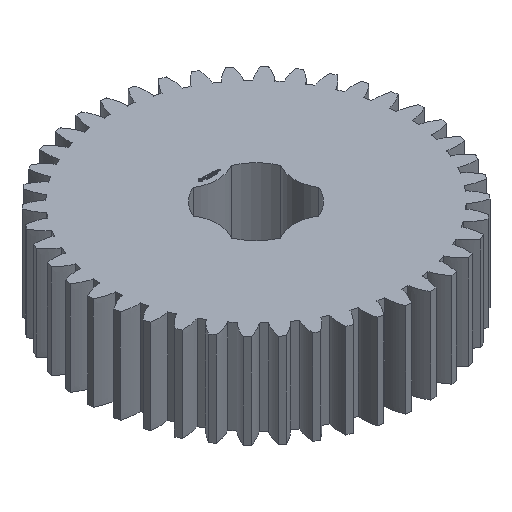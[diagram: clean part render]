
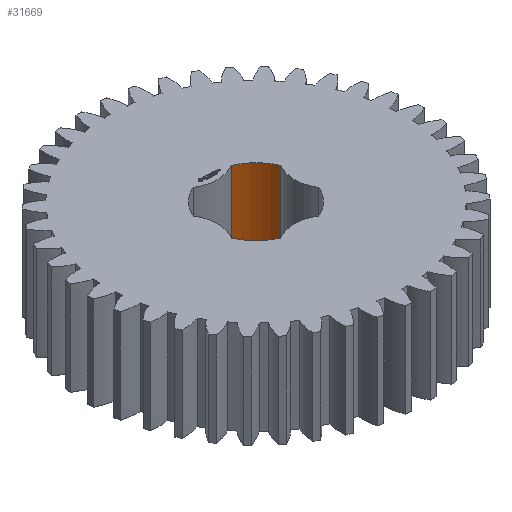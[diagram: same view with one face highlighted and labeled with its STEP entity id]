
A CAD part, isometric view. The second image highlights one B-rep face of the part: STEP entity #31669.
In plain terms, the highlighted cylindrical face has radius 6.35 mm (diameter 12.7 mm), a partial arc.
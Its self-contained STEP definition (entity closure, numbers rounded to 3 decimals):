
#93 = PLANE('',#94);
#94 = AXIS2_PLACEMENT_3D('',#95,#96,#97);
#95 = CARTESIAN_POINT('',(0.,0.,12.5));
#96 = DIRECTION('',(0.,0.,1.));
#97 = DIRECTION('',(1.,0.,0.));
#168 = PLANE('',#169);
#169 = AXIS2_PLACEMENT_3D('',#170,#171,#172);
#170 = CARTESIAN_POINT('',(0.,0.,0.));
#171 = DIRECTION('',(0.,0.,1.));
#172 = DIRECTION('',(1.,0.,0.));
#9888 = VERTEX_POINT('',#9889);
#9889 = CARTESIAN_POINT('',(2.55,5.816,0.));
#9904 = CYLINDRICAL_SURFACE('',#9905,4.9);
#9905 = AXIS2_PLACEMENT_3D('',#9906,#9907,#9908);
#9906 = CARTESIAN_POINT('',(0.,10.,0.));
#9907 = DIRECTION('',(0.,-0.,-1.));
#9908 = DIRECTION('',(0.707,0.707,0.));
#9916 = EDGE_CURVE('',#9917,#9888,#9919,.T.);
#9917 = VERTEX_POINT('',#9918);
#9918 = CARTESIAN_POINT('',(5.816,2.55,0.));
#9919 = SURFACE_CURVE('',#9920,(#9925,#9932),.PCURVE_S1.);
#9920 = CIRCLE('',#9921,6.35);
#9921 = AXIS2_PLACEMENT_3D('',#9922,#9923,#9924);
#9922 = CARTESIAN_POINT('',(0.,0.,0.));
#9923 = DIRECTION('',(0.,-0.,1.));
#9924 = DIRECTION('',(0.707,0.707,0.));
#9925 = PCURVE('',#168,#9926);
#9926 = DEFINITIONAL_REPRESENTATION('',(#9927),#9931);
#9927 = CIRCLE('',#9928,6.35);
#9928 = AXIS2_PLACEMENT_2D('',#9929,#9930);
#9929 = CARTESIAN_POINT('',(0.,0.));
#9930 = DIRECTION('',(0.707,0.707));
#9931 = ( GEOMETRIC_REPRESENTATION_CONTEXT(2) 
PARAMETRIC_REPRESENTATION_CONTEXT() REPRESENTATION_CONTEXT('2D SPACE',''
  ) );
#9932 = PCURVE('',#9933,#9938);
#9933 = CYLINDRICAL_SURFACE('',#9934,6.35);
#9934 = AXIS2_PLACEMENT_3D('',#9935,#9936,#9937);
#9935 = CARTESIAN_POINT('',(0.,0.,0.));
#9936 = DIRECTION('',(0.,-0.,-1.));
#9937 = DIRECTION('',(0.707,0.707,0.));
#9938 = DEFINITIONAL_REPRESENTATION('',(#9939),#9943);
#9939 = LINE('',#9940,#9941);
#9940 = CARTESIAN_POINT('',(-0.,0.));
#9941 = VECTOR('',#9942,1.);
#9942 = DIRECTION('',(-1.,0.));
#9943 = ( GEOMETRIC_REPRESENTATION_CONTEXT(2) 
PARAMETRIC_REPRESENTATION_CONTEXT() REPRESENTATION_CONTEXT('2D SPACE',''
  ) );
#9962 = CYLINDRICAL_SURFACE('',#9963,4.9);
#9963 = AXIS2_PLACEMENT_3D('',#9964,#9965,#9966);
#9964 = CARTESIAN_POINT('',(10.,0.,0.));
#9965 = DIRECTION('',(0.,-0.,-1.));
#9966 = DIRECTION('',(0.707,0.707,0.));
#16868 = VERTEX_POINT('',#16869);
#16869 = CARTESIAN_POINT('',(2.55,5.816,12.5));
#16891 = EDGE_CURVE('',#16892,#16868,#16894,.T.);
#16892 = VERTEX_POINT('',#16893);
#16893 = CARTESIAN_POINT('',(5.816,2.55,12.5));
#16894 = SURFACE_CURVE('',#16895,(#16900,#16907),.PCURVE_S1.);
#16895 = CIRCLE('',#16896,6.35);
#16896 = AXIS2_PLACEMENT_3D('',#16897,#16898,#16899);
#16897 = CARTESIAN_POINT('',(0.,0.,12.5)
  );
#16898 = DIRECTION('',(0.,-0.,1.));
#16899 = DIRECTION('',(0.707,0.707,0.));
#16900 = PCURVE('',#93,#16901);
#16901 = DEFINITIONAL_REPRESENTATION('',(#16902),#16906);
#16902 = CIRCLE('',#16903,6.35);
#16903 = AXIS2_PLACEMENT_2D('',#16904,#16905);
#16904 = CARTESIAN_POINT('',(0.,0.));
#16905 = DIRECTION('',(0.707,0.707));
#16906 = ( GEOMETRIC_REPRESENTATION_CONTEXT(2) 
PARAMETRIC_REPRESENTATION_CONTEXT() REPRESENTATION_CONTEXT('2D SPACE',''
  ) );
#16907 = PCURVE('',#9933,#16908);
#16908 = DEFINITIONAL_REPRESENTATION('',(#16909),#16913);
#16909 = LINE('',#16910,#16911);
#16910 = CARTESIAN_POINT('',(-0.,-12.5));
#16911 = VECTOR('',#16912,1.);
#16912 = DIRECTION('',(-1.,0.));
#16913 = ( GEOMETRIC_REPRESENTATION_CONTEXT(2) 
PARAMETRIC_REPRESENTATION_CONTEXT() REPRESENTATION_CONTEXT('2D SPACE',''
  ) );
#31646 = EDGE_CURVE('',#9917,#16892,#31647,.T.);
#31647 = SURFACE_CURVE('',#31648,(#31652,#31659),.PCURVE_S1.);
#31648 = LINE('',#31649,#31650);
#31649 = CARTESIAN_POINT('',(5.816,2.55,0.));
#31650 = VECTOR('',#31651,1.);
#31651 = DIRECTION('',(0.,0.,1.));
#31652 = PCURVE('',#9962,#31653);
#31653 = DEFINITIONAL_REPRESENTATION('',(#31654),#31658);
#31654 = LINE('',#31655,#31656);
#31655 = CARTESIAN_POINT('',(-1.809,0.));
#31656 = VECTOR('',#31657,1.);
#31657 = DIRECTION('',(-0.,-1.));
#31658 = ( GEOMETRIC_REPRESENTATION_CONTEXT(2) 
PARAMETRIC_REPRESENTATION_CONTEXT() REPRESENTATION_CONTEXT('2D SPACE',''
  ) );
#31659 = PCURVE('',#9933,#31660);
#31660 = DEFINITIONAL_REPRESENTATION('',(#31661),#31665);
#31661 = LINE('',#31662,#31663);
#31662 = CARTESIAN_POINT('',(-5.911,0.));
#31663 = VECTOR('',#31664,1.);
#31664 = DIRECTION('',(-0.,-1.));
#31665 = ( GEOMETRIC_REPRESENTATION_CONTEXT(2) 
PARAMETRIC_REPRESENTATION_CONTEXT() REPRESENTATION_CONTEXT('2D SPACE',''
  ) );
#31669 = ADVANCED_FACE('',(#31670),#9933,.F.);
#31670 = FACE_BOUND('',#31671,.T.);
#31671 = EDGE_LOOP('',(#31672,#31673,#31674,#31695));
#31672 = ORIENTED_EDGE('',*,*,#31646,.T.);
#31673 = ORIENTED_EDGE('',*,*,#16891,.T.);
#31674 = ORIENTED_EDGE('',*,*,#31675,.F.);
#31675 = EDGE_CURVE('',#9888,#16868,#31676,.T.);
#31676 = SURFACE_CURVE('',#31677,(#31681,#31688),.PCURVE_S1.);
#31677 = LINE('',#31678,#31679);
#31678 = CARTESIAN_POINT('',(2.55,5.816,0.));
#31679 = VECTOR('',#31680,1.);
#31680 = DIRECTION('',(0.,0.,1.));
#31681 = PCURVE('',#9933,#31682);
#31682 = DEFINITIONAL_REPRESENTATION('',(#31683),#31687);
#31683 = LINE('',#31684,#31685);
#31684 = CARTESIAN_POINT('',(-6.655,0.));
#31685 = VECTOR('',#31686,1.);
#31686 = DIRECTION('',(-0.,-1.));
#31687 = ( GEOMETRIC_REPRESENTATION_CONTEXT(2) 
PARAMETRIC_REPRESENTATION_CONTEXT() REPRESENTATION_CONTEXT('2D SPACE',''
  ) );
#31688 = PCURVE('',#9904,#31689);
#31689 = DEFINITIONAL_REPRESENTATION('',(#31690),#31694);
#31690 = LINE('',#31691,#31692);
#31691 = CARTESIAN_POINT('',(-4.474,0.));
#31692 = VECTOR('',#31693,1.);
#31693 = DIRECTION('',(-0.,-1.));
#31694 = ( GEOMETRIC_REPRESENTATION_CONTEXT(2) 
PARAMETRIC_REPRESENTATION_CONTEXT() REPRESENTATION_CONTEXT('2D SPACE',''
  ) );
#31695 = ORIENTED_EDGE('',*,*,#9916,.F.);
